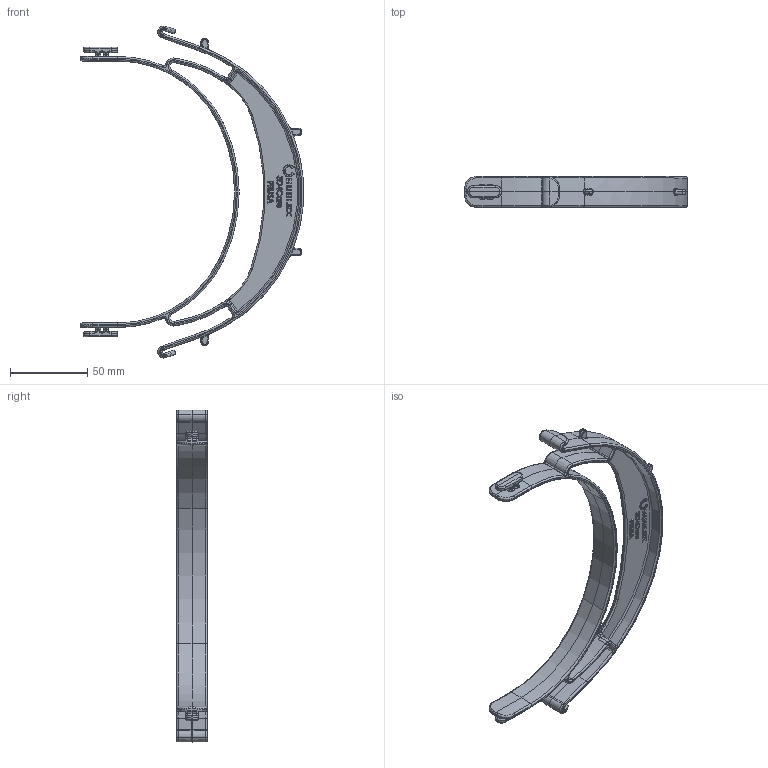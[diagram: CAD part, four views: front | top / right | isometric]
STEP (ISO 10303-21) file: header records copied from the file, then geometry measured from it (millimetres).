
FILE_DESCRIPTION (( 'STEP AP214' ), '1' );
FILE_NAME ('COV19_Visiere_HBX_injection_RBV04.STEP', '2020-04-06T14:10:02', ( '' ), ( '' ), 'SwSTEP 2.0', 'SolidWorks 2019', '' );
FILE_SCHEMA (( 'AUTOMOTIVE_DESIGN' ));
Length unit declared in the file: millimetre
Products named in the file (1): COV19_Visiere_HBX_injection_RBV04
Bounding box: 144.74 x 20 x 215.45 mm (x, y, z)
Volume: 51981.5 mm3; surface area: 38768.4 mm2
Topology: 1 solids, 1 shells, 3943 faces, 9085 edges, 4556 vertices
Faces by surface type: cylinder 1355, bspline 1245, plane 531, sphere 368, torus 350, cone 94
Entity records: 147819 total; most frequent: CARTESIAN_POINT 71929, ORIENTED_EDGE 16850, DIRECTION 14524, EDGE_CURVE 8425, AXIS2_PLACEMENT_3D 5772, VERTEX_POINT 4556, EDGE_LOOP 4021, FACE_OUTER_BOUND 3943
